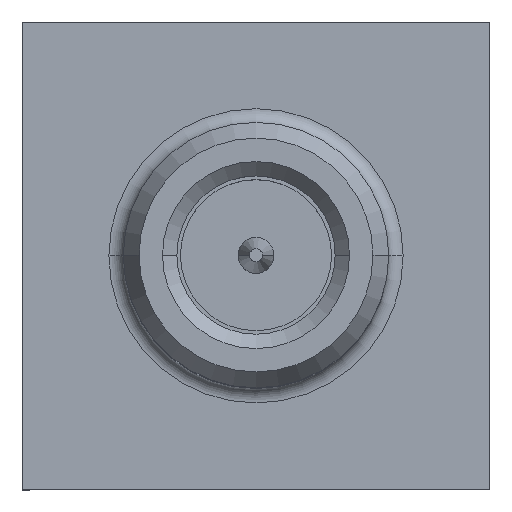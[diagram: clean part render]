
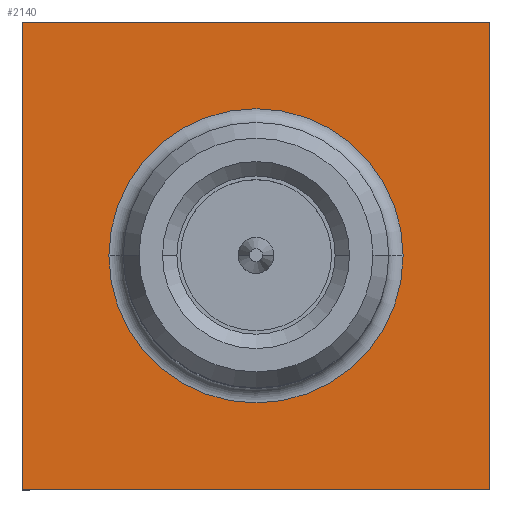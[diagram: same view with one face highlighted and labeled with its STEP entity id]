
A CAD part, top view. The second image highlights one B-rep face of the part: STEP entity #2140.
In plain terms, the highlighted planar face has unit normal (0, 0, 1).
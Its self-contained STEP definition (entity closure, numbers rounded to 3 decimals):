
#684 = CARTESIAN_POINT ( 'NONE',  ( 2.045, 0., -5.7 ) ) ;
#754 = EDGE_CURVE ( 'NONE', #17810, #19412, #28240, .T. ) ;
#1139 = DIRECTION ( 'NONE',  ( -1., 0., 0. ) ) ;
#1290 = VECTOR ( 'NONE', #11210, 1000. ) ;
#1461 = EDGE_CURVE ( 'NONE', #9258, #20280, #24259, .T. ) ;
#1550 = EDGE_CURVE ( 'NONE', #19412, #13782, #5598, .T. ) ;
#1605 = ORIENTED_EDGE ( 'NONE', *, *, #13240, .T. ) ;
#1807 = DIRECTION ( 'NONE',  ( 0., 0., -1. ) ) ;
#2140 = ADVANCED_FACE ( 'NONE', ( #5301, #10501 ), #25369, .T. ) ;
#3259 = AXIS2_PLACEMENT_3D ( 'NONE', #7088, #5691, #5401 ) ;
#4868 = LINE ( 'NONE', #5138, #26916 ) ;
#5138 = CARTESIAN_POINT ( 'NONE',  ( 3.25, 3.25, -5.7 ) ) ;
#5301 = FACE_BOUND ( 'NONE', #11293, .T. ) ;
#5401 = DIRECTION ( 'NONE',  ( 1., 0., 0. ) ) ;
#5490 = VECTOR ( 'NONE', #16522, 1000. ) ;
#5598 = LINE ( 'NONE', #16576, #27658 ) ;
#5604 = CARTESIAN_POINT ( 'NONE',  ( 0., 0., -5.7 ) ) ;
#5691 = DIRECTION ( 'NONE',  ( 0., 0., -1. ) ) ;
#7088 = CARTESIAN_POINT ( 'NONE',  ( 0., 0., -5.7 ) ) ;
#7861 = DIRECTION ( 'NONE',  ( 1., 0., 0. ) ) ;
#7942 = AXIS2_PLACEMENT_3D ( 'NONE', #5604, #21038, #7861 ) ;
#8192 = CIRCLE ( 'NONE', #20733, 2.045 ) ;
#9258 = VERTEX_POINT ( 'NONE', #13571 ) ;
#10435 = ORIENTED_EDGE ( 'NONE', *, *, #1461, .T. ) ;
#10501 = FACE_OUTER_BOUND ( 'NONE', #22705, .T. ) ;
#11210 = DIRECTION ( 'NONE',  ( 0., 1., 0. ) ) ;
#11293 = EDGE_LOOP ( 'NONE', ( #1605, #10435 ) ) ;
#11984 = VERTEX_POINT ( 'NONE', #26282 ) ;
#13094 = CARTESIAN_POINT ( 'NONE',  ( -3.25, -3.25, -5.7 ) ) ;
#13240 = EDGE_CURVE ( 'NONE', #20280, #9258, #8192, .T. ) ;
#13571 = CARTESIAN_POINT ( 'NONE',  ( -2.045, 0., -5.7 ) ) ;
#13782 = VERTEX_POINT ( 'NONE', #13094 ) ;
#14352 = CARTESIAN_POINT ( 'NONE',  ( 3.25, 3.25, -5.7 ) ) ;
#14731 = ORIENTED_EDGE ( 'NONE', *, *, #27130, .F. ) ;
#15027 = CARTESIAN_POINT ( 'NONE',  ( 0., 0., -5.7 ) ) ;
#15441 = ORIENTED_EDGE ( 'NONE', *, *, #1550, .F. ) ;
#16522 = DIRECTION ( 'NONE',  ( 0., -1., 0. ) ) ;
#16576 = CARTESIAN_POINT ( 'NONE',  ( -3.25, -3.25, -5.7 ) ) ;
#16620 = CARTESIAN_POINT ( 'NONE',  ( 3.25, -3.25, -5.7 ) ) ;
#17239 = DIRECTION ( 'NONE',  ( 1., 0., 0. ) ) ;
#17810 = VERTEX_POINT ( 'NONE', #14352 ) ;
#18684 = ORIENTED_EDGE ( 'NONE', *, *, #24964, .F. ) ;
#19412 = VERTEX_POINT ( 'NONE', #21121 ) ;
#20280 = VERTEX_POINT ( 'NONE', #684 ) ;
#20733 = AXIS2_PLACEMENT_3D ( 'NONE', #15027, #1807, #17239 ) ;
#21038 = DIRECTION ( 'NONE',  ( 0., 0., 1. ) ) ;
#21121 = CARTESIAN_POINT ( 'NONE',  ( 3.25, -3.25, -5.7 ) ) ;
#21946 = CARTESIAN_POINT ( 'NONE',  ( -3.25, 3.25, -5.7 ) ) ;
#22705 = EDGE_LOOP ( 'NONE', ( #27956, #14731, #18684, #15441 ) ) ;
#24259 = CIRCLE ( 'NONE', #3259, 2.045 ) ;
#24739 = LINE ( 'NONE', #21946, #1290 ) ;
#24964 = EDGE_CURVE ( 'NONE', #13782, #11984, #24739, .T. ) ;
#24982 = DIRECTION ( 'NONE',  ( 1., 0., 0. ) ) ;
#25369 = PLANE ( 'NONE',  #7942 ) ;
#26282 = CARTESIAN_POINT ( 'NONE',  ( -3.25, 3.25, -5.7 ) ) ;
#26916 = VECTOR ( 'NONE', #24982, 1000. ) ;
#27130 = EDGE_CURVE ( 'NONE', #11984, #17810, #4868, .T. ) ;
#27658 = VECTOR ( 'NONE', #1139, 1000. ) ;
#27956 = ORIENTED_EDGE ( 'NONE', *, *, #754, .F. ) ;
#28240 = LINE ( 'NONE', #16620, #5490 ) ;
